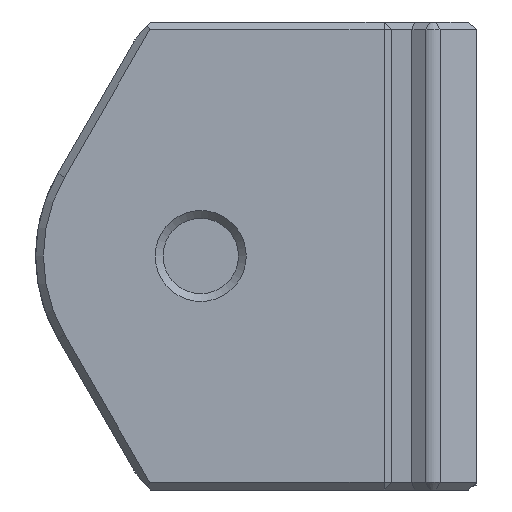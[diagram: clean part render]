
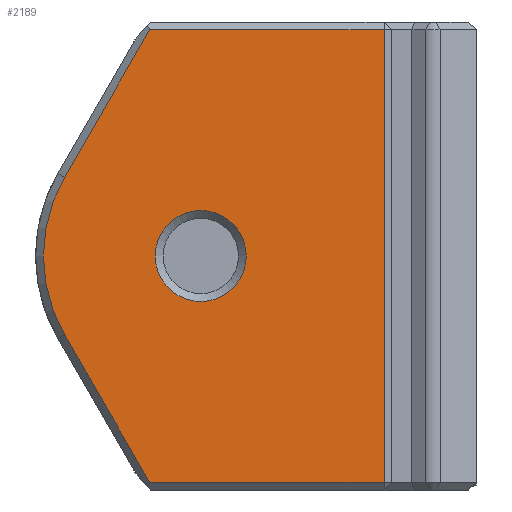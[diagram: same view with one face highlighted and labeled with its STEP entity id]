
A CAD part, left-side view. The second image highlights one B-rep face of the part: STEP entity #2189.
In plain terms, the highlighted planar face has unit normal (-1, 0, 0).
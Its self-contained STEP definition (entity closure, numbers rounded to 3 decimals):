
#16=FACE_BOUND('',#340,.T.);
#46=PLANE('',#2358);
#203=FACE_OUTER_BOUND('',#339,.T.);
#339=EDGE_LOOP('',(#1714,#1715,#1716,#1717,#1718,#1719));
#340=EDGE_LOOP('',(#1720));
#474=CIRCLE('',#2356,1.75);
#476=CIRCLE('',#2359,6.05);
#580=LINE('',#3812,#802);
#581=LINE('',#3814,#803);
#582=LINE('',#3816,#804);
#583=LINE('',#3820,#805);
#584=LINE('',#3821,#806);
#802=VECTOR('',#2709,10.);
#803=VECTOR('',#2710,10.);
#804=VECTOR('',#2711,10.);
#805=VECTOR('',#2714,10.);
#806=VECTOR('',#2715,10.);
#1075=VERTEX_POINT('',#3804);
#1077=VERTEX_POINT('',#3810);
#1078=VERTEX_POINT('',#3811);
#1079=VERTEX_POINT('',#3813);
#1080=VERTEX_POINT('',#3815);
#1081=VERTEX_POINT('',#3817);
#1082=VERTEX_POINT('',#3819);
#1307=EDGE_CURVE('',#1075,#1075,#474,.T.);
#1310=EDGE_CURVE('',#1077,#1078,#580,.T.);
#1311=EDGE_CURVE('',#1079,#1077,#581,.T.);
#1312=EDGE_CURVE('',#1080,#1079,#582,.T.);
#1313=EDGE_CURVE('',#1081,#1080,#476,.T.);
#1314=EDGE_CURVE('',#1082,#1081,#583,.T.);
#1315=EDGE_CURVE('',#1078,#1082,#584,.T.);
#1714=ORIENTED_EDGE('',*,*,#1310,.F.);
#1715=ORIENTED_EDGE('',*,*,#1311,.F.);
#1716=ORIENTED_EDGE('',*,*,#1312,.F.);
#1717=ORIENTED_EDGE('',*,*,#1313,.F.);
#1718=ORIENTED_EDGE('',*,*,#1314,.F.);
#1719=ORIENTED_EDGE('',*,*,#1315,.F.);
#1720=ORIENTED_EDGE('',*,*,#1307,.F.);
#2189=ADVANCED_FACE('',(#203,#16),#46,.T.);
#2356=AXIS2_PLACEMENT_3D('',#3805,#2702,#2703);
#2358=AXIS2_PLACEMENT_3D('',#3809,#2707,#2708);
#2359=AXIS2_PLACEMENT_3D('',#3818,#2712,#2713);
#2702=DIRECTION('center_axis',(-1.,0.,0.));
#2703=DIRECTION('ref_axis',(0.,0.,1.));
#2707=DIRECTION('center_axis',(-1.,0.,0.));
#2708=DIRECTION('ref_axis',(0.,-1.,0.));
#2709=DIRECTION('',(0.,0.,-1.));
#2710=DIRECTION('',(0.,-1.,0.));
#2711=DIRECTION('',(0.,-0.5,0.866));
#2712=DIRECTION('center_axis',(1.,0.,0.));
#2713=DIRECTION('ref_axis',(0.,0.,1.));
#2714=DIRECTION('',(0.,0.5,0.866));
#2715=DIRECTION('',(0.,1.,0.));
#3804=CARTESIAN_POINT('',(-6.8,14.85,-92.75));
#3805=CARTESIAN_POINT('Origin',(-6.8,14.85,-91.));
#3809=CARTESIAN_POINT('Origin',(-6.8,21.2,-100.));
#3810=CARTESIAN_POINT('',(-6.8,7.8,-82.3));
#3811=CARTESIAN_POINT('',(-6.8,7.8,-99.7));
#3812=CARTESIAN_POINT('',(-6.8,7.8,-100.));
#3813=CARTESIAN_POINT('',(-6.8,16.813,-82.3));
#3814=CARTESIAN_POINT('',(-6.8,16.963,-82.3));
#3815=CARTESIAN_POINT('',(-6.8,20.089,-87.975));
#3816=CARTESIAN_POINT('',(-6.8,21.15,-89.812));
#3817=CARTESIAN_POINT('',(-6.8,20.089,-94.025));
#3818=CARTESIAN_POINT('Origin',(-6.8,14.85,-91.));
#3819=CARTESIAN_POINT('',(-6.8,16.813,-99.7));
#3820=CARTESIAN_POINT('',(-6.8,18.935,-96.025));
#3821=CARTESIAN_POINT('',(-6.8,16.963,-99.7));
